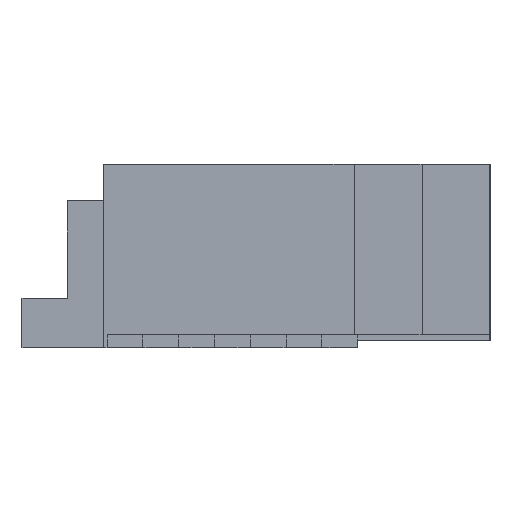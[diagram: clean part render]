
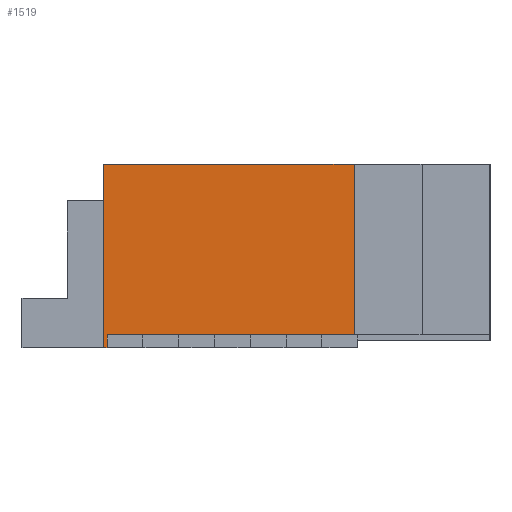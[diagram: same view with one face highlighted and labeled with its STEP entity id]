
A CAD part, left-side view. The second image highlights one B-rep face of the part: STEP entity #1519.
In plain terms, the highlighted planar face has unit normal (-1, 0, 0).
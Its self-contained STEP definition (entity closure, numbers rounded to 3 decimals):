
#40 = VERTEX_POINT('',#41);
#41 = CARTESIAN_POINT('',(-10.435,0.8,2.56));
#47 = EDGE_CURVE('',#48,#40,#50,.T.);
#48 = VERTEX_POINT('',#49);
#49 = CARTESIAN_POINT('',(-10.435,0.8,0.));
#50 = LINE('',#51,#52);
#51 = CARTESIAN_POINT('',(-10.435,0.8,0.));
#52 = VECTOR('',#53,1.);
#53 = DIRECTION('',(0.,0.,1.));
#675 = VERTEX_POINT('',#676);
#676 = CARTESIAN_POINT('',(-10.435,0.75,0.));
#682 = EDGE_CURVE('',#48,#675,#683,.T.);
#683 = LINE('',#684,#685);
#684 = CARTESIAN_POINT('',(-10.435,0.8,0.));
#685 = VECTOR('',#686,1.);
#686 = DIRECTION('',(0.,-1.,0.));
#1519 = ADVANCED_FACE('',(#1520),#1554,.F.);
#1520 = FACE_BOUND('',#1521,.F.);
#1521 = EDGE_LOOP('',(#1522,#1523,#1524,#1532,#1540,#1548));
#1522 = ORIENTED_EDGE('',*,*,#682,.F.);
#1523 = ORIENTED_EDGE('',*,*,#47,.T.);
#1524 = ORIENTED_EDGE('',*,*,#1525,.T.);
#1525 = EDGE_CURVE('',#40,#1526,#1528,.T.);
#1526 = VERTEX_POINT('',#1527);
#1527 = CARTESIAN_POINT('',(-10.435,-2.7,2.56));
#1528 = LINE('',#1529,#1530);
#1529 = CARTESIAN_POINT('',(-10.435,0.8,2.56));
#1530 = VECTOR('',#1531,1.);
#1531 = DIRECTION('',(0.,-1.,0.));
#1532 = ORIENTED_EDGE('',*,*,#1533,.F.);
#1533 = EDGE_CURVE('',#1534,#1526,#1536,.T.);
#1534 = VERTEX_POINT('',#1535);
#1535 = CARTESIAN_POINT('',(-10.435,-2.7,0.18));
#1536 = LINE('',#1537,#1538);
#1537 = CARTESIAN_POINT('',(-10.435,-2.7,0.));
#1538 = VECTOR('',#1539,1.);
#1539 = DIRECTION('',(0.,0.,1.));
#1540 = ORIENTED_EDGE('',*,*,#1541,.F.);
#1541 = EDGE_CURVE('',#1542,#1534,#1544,.T.);
#1542 = VERTEX_POINT('',#1543);
#1543 = CARTESIAN_POINT('',(-10.435,0.75,0.18));
#1544 = LINE('',#1545,#1546);
#1545 = CARTESIAN_POINT('',(-10.435,-0.1,0.18));
#1546 = VECTOR('',#1547,1.);
#1547 = DIRECTION('',(0.,-1.,0.));
#1548 = ORIENTED_EDGE('',*,*,#1549,.T.);
#1549 = EDGE_CURVE('',#1542,#675,#1550,.T.);
#1550 = LINE('',#1551,#1552);
#1551 = CARTESIAN_POINT('',(-10.435,0.75,0.));
#1552 = VECTOR('',#1553,1.);
#1553 = DIRECTION('',(-0.,0.,-1.));
#1554 = PLANE('',#1555);
#1555 = AXIS2_PLACEMENT_3D('',#1556,#1557,#1558);
#1556 = CARTESIAN_POINT('',(-10.435,0.8,0.));
#1557 = DIRECTION('',(1.,0.,0.));
#1558 = DIRECTION('',(0.,-1.,0.));
